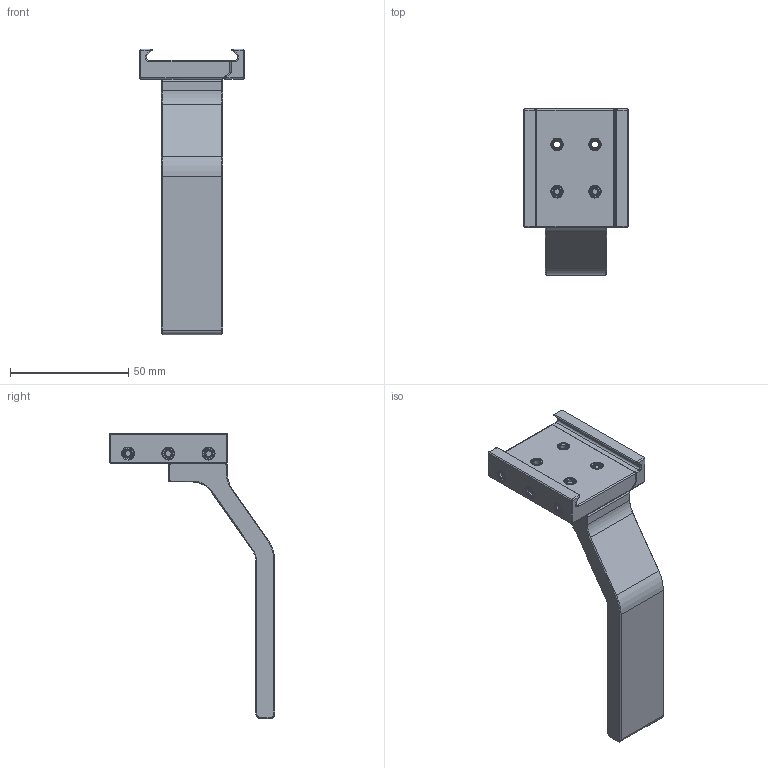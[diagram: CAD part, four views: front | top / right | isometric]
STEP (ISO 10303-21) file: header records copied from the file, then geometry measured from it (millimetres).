
FILE_DESCRIPTION(/* description */ (''),/* implementation_level */ '2;1');
FILE_NAME(/* name */ 'bag_stopper.step',/* time_stamp */ '2023-09-19T20:43:22+12:00',/* author */ (''),/* organization */ (''),/* preprocessor_version */ 'ST-DEVELOPER v20',/* originating_system */ 'Autodesk Translation Framework v12.9.0.99',/* authorisation */ '');
FILE_SCHEMA (('AUTOMOTIVE_DESIGN { 1 0 10303 214 3 1 1 }'));
Length unit declared in the file: millimetre
Products named in the file (7): arca_swiss_rail_accessories; arca_adapter_left; arca_adapter_right; bag_stopper; M3x40 SHCS; VORON2.4_Assembly_M3 Threaded Insert; M3x12 SHCS
Assembly tree (15 placements, depth 2):
  arca_swiss_rail_accessories
    arca_adapter_left
    arca_adapter_right
    bag_stopper
    VORON2.4_Assembly_M3 Threaded Insert  x7
    M3x40 SHCS  x3
    M3x12 SHCS  x2
Bounding box: 44.1 x 70 x 120.58 mm (x, y, z)
Volume: 45747.5 mm3; surface area: 21640.1 mm2
Topology: 15 solids, 15 shells, 1141 faces, 3070 edges, 1980 vertices
Faces by surface type: bspline 554, cylinder 282, plane 212, cone 89, torus 4
Full cylindrical faces by diameter (mm): 2.9 x7, 3 x5, 3.4 x12, 4.2 x7, 4.25 x7, 4.6 x7, 4.7 x7, 5.5 x5, 6.2 x5
Entity records: 13649 total; most frequent: CARTESIAN_POINT 4867, ORIENTED_EDGE 1894, DIRECTION 1601, EDGE_CURVE 947, AXIS2_PLACEMENT_3D 608, VERTEX_POINT 582, EDGE_LOOP 407, LINE 385
